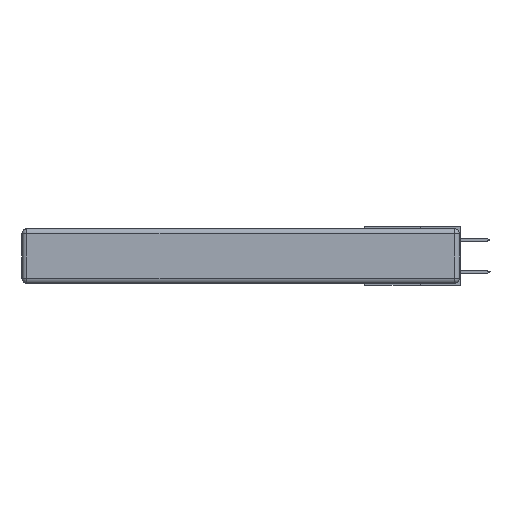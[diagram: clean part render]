
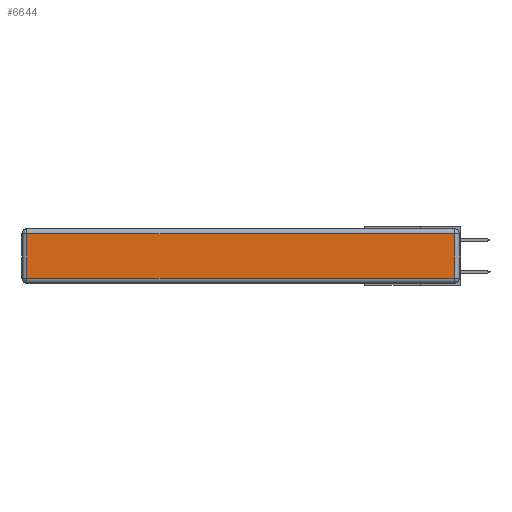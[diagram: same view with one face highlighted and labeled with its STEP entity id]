
A CAD part, left-side view. The second image highlights one B-rep face of the part: STEP entity #6644.
In plain terms, the highlighted planar face has unit normal (-1, 0, 0).
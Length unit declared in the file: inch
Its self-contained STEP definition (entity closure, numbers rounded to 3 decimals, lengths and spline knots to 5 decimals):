
#895 = CARTESIAN_POINT ( 'NONE',  ( 0., 2.72, -0.03 ) ) ;
#1626 = CARTESIAN_POINT ( 'NONE',  ( 0., 2.72, -0.313 ) ) ;
#2141 = CARTESIAN_POINT ( 'NONE',  ( 0., 0., -0.313 ) ) ;
#3194 = LINE ( 'NONE', #2141, #31469 ) ;
#5263 = FACE_OUTER_BOUND ( 'NONE', #33716, .T. ) ;
#6280 = CARTESIAN_POINT ( 'NONE',  ( 0., 0.03, -0.03 ) ) ;
#6289 = DIRECTION ( 'NONE',  ( 0., 0., 1. ) ) ;
#6644 = ADVANCED_FACE ( 'NONE', ( #5263 ), #8823, .T. ) ;
#8387 = LINE ( 'NONE', #30846, #16515 ) ;
#8500 = CARTESIAN_POINT ( 'NONE',  ( 0., 2.75, -0.03 ) ) ;
#8823 = PLANE ( 'NONE',  #25848 ) ;
#8935 = DIRECTION ( 'NONE',  ( 0., 0., 1. ) ) ;
#9235 = ORIENTED_EDGE ( 'NONE', *, *, #10674, .T. ) ;
#10472 = ORIENTED_EDGE ( 'NONE', *, *, #29812, .T. ) ;
#10674 = EDGE_CURVE ( 'NONE', #11283, #16671, #20872, .T. ) ;
#11283 = VERTEX_POINT ( 'NONE', #6280 ) ;
#11325 = DIRECTION ( 'NONE',  ( -1., 0., 0. ) ) ;
#11570 = CARTESIAN_POINT ( 'NONE',  ( 0., 0., -0.343 ) ) ;
#14383 = VERTEX_POINT ( 'NONE', #1626 ) ;
#14915 = DIRECTION ( 'NONE',  ( 0., 0., -1. ) ) ;
#15308 = DIRECTION ( 'NONE',  ( 0., -1., 0. ) ) ;
#15757 = EDGE_CURVE ( 'NONE', #16671, #14383, #22086, .T. ) ;
#16515 = VECTOR ( 'NONE', #6289, 39.37008 ) ;
#16671 = VERTEX_POINT ( 'NONE', #895 ) ;
#17499 = EDGE_CURVE ( 'NONE', #14383, #34999, #3194, .T. ) ;
#17891 = CARTESIAN_POINT ( 'NONE',  ( 0., 2.72, -0.343 ) ) ;
#19080 = VECTOR ( 'NONE', #14915, 39.37008 ) ;
#20872 = LINE ( 'NONE', #8500, #35461 ) ;
#22086 = LINE ( 'NONE', #17891, #19080 ) ;
#25848 = AXIS2_PLACEMENT_3D ( 'NONE', #11570, #11325, #8935 ) ;
#27549 = DIRECTION ( 'NONE',  ( 0., 1., 0. ) ) ;
#29812 = EDGE_CURVE ( 'NONE', #34999, #11283, #8387, .T. ) ;
#30167 = CARTESIAN_POINT ( 'NONE',  ( 0., 0.03, -0.313 ) ) ;
#30846 = CARTESIAN_POINT ( 'NONE',  ( 0., 0.03, -0.343 ) ) ;
#31469 = VECTOR ( 'NONE', #15308, 39.37008 ) ;
#31544 = ORIENTED_EDGE ( 'NONE', *, *, #17499, .T. ) ;
#33716 = EDGE_LOOP ( 'NONE', ( #31544, #10472, #9235, #34230 ) ) ;
#34230 = ORIENTED_EDGE ( 'NONE', *, *, #15757, .T. ) ;
#34999 = VERTEX_POINT ( 'NONE', #30167 ) ;
#35461 = VECTOR ( 'NONE', #27549, 39.37008 ) ;
